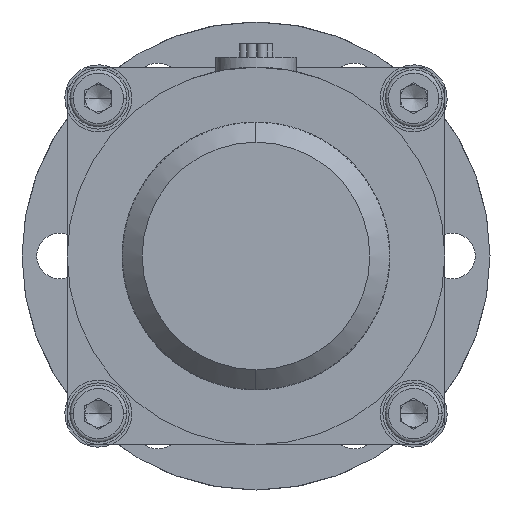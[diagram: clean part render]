
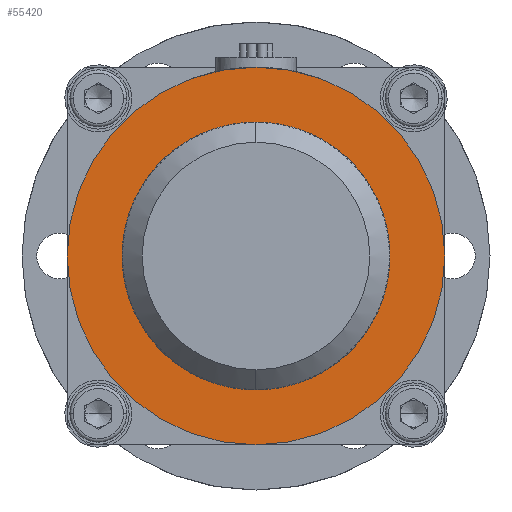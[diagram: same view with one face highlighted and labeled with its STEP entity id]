
A CAD part, front view. The second image highlights one B-rep face of the part: STEP entity #55420.
In plain terms, the highlighted face is planar.
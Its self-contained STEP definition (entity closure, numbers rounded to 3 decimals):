
#988 = EDGE_CURVE ( 'NONE', #68286, #13177, #77513, .T. ) ;
#1048 = CARTESIAN_POINT ( 'NONE',  ( 0., 38., -3.9 ) ) ;
#1411 = CARTESIAN_POINT ( 'NONE',  ( 9.525, 38., 0. ) ) ;
#2388 = DIRECTION ( 'NONE',  ( 0., 0., 1. ) ) ;
#5319 = AXIS2_PLACEMENT_3D ( 'NONE', #51977, #93623, #81395 ) ;
#5850 = ORIENTED_EDGE ( 'NONE', *, *, #988, .F. ) ;
#8116 = ORIENTED_EDGE ( 'NONE', *, *, #46172, .F. ) ;
#8604 = CIRCLE ( 'NONE', #77976, 28.2 ) ;
#9360 = DIRECTION ( 'NONE',  ( 0., 1., 0. ) ) ;
#10606 = FACE_BOUND ( 'NONE', #76154, .T. ) ;
#10748 = EDGE_LOOP ( 'NONE', ( #52204, #49549 ) ) ;
#11565 = FACE_BOUND ( 'NONE', #26316, .T. ) ;
#12536 = CIRCLE ( 'NONE', #35595, 1.025 ) ;
#13177 = VERTEX_POINT ( 'NONE', #73136 ) ;
#15481 = CIRCLE ( 'NONE', #64782, 1.025 ) ;
#16144 = VERTEX_POINT ( 'NONE', #75470 ) ;
#16489 = CARTESIAN_POINT ( 'NONE',  ( 0., 38., 0. ) ) ;
#16495 = EDGE_CURVE ( 'NONE', #68846, #35747, #33160, .T. ) ;
#18203 = ORIENTED_EDGE ( 'NONE', *, *, #27607, .F. ) ;
#24175 = CARTESIAN_POINT ( 'NONE',  ( -9.525, 38., 1.025 ) ) ;
#24330 = CARTESIAN_POINT ( 'NONE',  ( 0., 38., 0. ) ) ;
#25568 = FACE_OUTER_BOUND ( 'NONE', #10748, .T. ) ;
#26316 = EDGE_LOOP ( 'NONE', ( #5850, #56768 ) ) ;
#27607 = EDGE_CURVE ( 'NONE', #16144, #47390, #34580, .T. ) ;
#29057 = DIRECTION ( 'NONE',  ( 0., 0., 1. ) ) ;
#29612 = ORIENTED_EDGE ( 'NONE', *, *, #52353, .F. ) ;
#32308 = CARTESIAN_POINT ( 'NONE',  ( 0., 38., 0. ) ) ;
#32949 = DIRECTION ( 'NONE',  ( 0., 0., 1. ) ) ;
#33160 = CIRCLE ( 'NONE', #79365, 28.2 ) ;
#34213 = PLANE ( 'NONE',  #57487 ) ;
#34580 = CIRCLE ( 'NONE', #5319, 1.025 ) ;
#35595 = AXIS2_PLACEMENT_3D ( 'NONE', #90867, #84554, #32949 ) ;
#35747 = VERTEX_POINT ( 'NONE', #43632 ) ;
#35857 = AXIS2_PLACEMENT_3D ( 'NONE', #64885, #36397, #65838 ) ;
#36397 = DIRECTION ( 'NONE',  ( 0., 1., 0. ) ) ;
#38503 = EDGE_CURVE ( 'NONE', #13177, #68286, #72751, .T. ) ;
#42636 = DIRECTION ( 'NONE',  ( 0., 1., 0. ) ) ;
#43421 = VERTEX_POINT ( 'NONE', #57838 ) ;
#43632 = CARTESIAN_POINT ( 'NONE',  ( 0., 38., 28.2 ) ) ;
#44944 = DIRECTION ( 'NONE',  ( 0., 0., 1. ) ) ;
#46172 = EDGE_CURVE ( 'NONE', #43421, #81273, #15481, .T. ) ;
#47390 = VERTEX_POINT ( 'NONE', #62843 ) ;
#47748 = DIRECTION ( 'NONE',  ( 0., 0., 1. ) ) ;
#49549 = ORIENTED_EDGE ( 'NONE', *, *, #61492, .T. ) ;
#51977 = CARTESIAN_POINT ( 'NONE',  ( 9.525, 38., 0. ) ) ;
#52204 = ORIENTED_EDGE ( 'NONE', *, *, #16495, .T. ) ;
#52353 = EDGE_CURVE ( 'NONE', #81273, #43421, #12536, .T. ) ;
#52700 = DIRECTION ( 'NONE',  ( 0., 1., 0. ) ) ;
#53029 = CIRCLE ( 'NONE', #77698, 1.025 ) ;
#55420 = ADVANCED_FACE ( 'NONE', ( #55925, #10606, #25568, #11565 ), #34213, .T. ) ;
#55925 = FACE_BOUND ( 'NONE', #79414, .T. ) ;
#56768 = ORIENTED_EDGE ( 'NONE', *, *, #38503, .F. ) ;
#57319 = AXIS2_PLACEMENT_3D ( 'NONE', #24330, #9360, #90418 ) ;
#57487 = AXIS2_PLACEMENT_3D ( 'NONE', #32308, #91177, #47748 ) ;
#57838 = CARTESIAN_POINT ( 'NONE',  ( -9.525, 38., -1.025 ) ) ;
#59009 = EDGE_CURVE ( 'NONE', #47390, #16144, #53029, .T. ) ;
#59928 = CARTESIAN_POINT ( 'NONE',  ( 0., 38., 0. ) ) ;
#61492 = EDGE_CURVE ( 'NONE', #35747, #68846, #8604, .T. ) ;
#62843 = CARTESIAN_POINT ( 'NONE',  ( 9.525, 38., 1.025 ) ) ;
#62938 = CARTESIAN_POINT ( 'NONE',  ( -9.525, 38., 0. ) ) ;
#64782 = AXIS2_PLACEMENT_3D ( 'NONE', #62938, #42636, #92362 ) ;
#64885 = CARTESIAN_POINT ( 'NONE',  ( 0., 38., 0. ) ) ;
#65838 = DIRECTION ( 'NONE',  ( 0., 0., 1. ) ) ;
#68286 = VERTEX_POINT ( 'NONE', #1048 ) ;
#68490 = DIRECTION ( 'NONE',  ( 0., 1., 0. ) ) ;
#68846 = VERTEX_POINT ( 'NONE', #75619 ) ;
#71449 = ORIENTED_EDGE ( 'NONE', *, *, #59009, .F. ) ;
#72751 = CIRCLE ( 'NONE', #57319, 3.9 ) ;
#73136 = CARTESIAN_POINT ( 'NONE',  ( 0., 38., 3.9 ) ) ;
#75470 = CARTESIAN_POINT ( 'NONE',  ( 9.525, 38., -1.025 ) ) ;
#75619 = CARTESIAN_POINT ( 'NONE',  ( 0., 38., -28.2 ) ) ;
#76154 = EDGE_LOOP ( 'NONE', ( #29612, #8116 ) ) ;
#77513 = CIRCLE ( 'NONE', #35857, 3.9 ) ;
#77698 = AXIS2_PLACEMENT_3D ( 'NONE', #1411, #68490, #2388 ) ;
#77976 = AXIS2_PLACEMENT_3D ( 'NONE', #59928, #52700, #29057 ) ;
#79365 = AXIS2_PLACEMENT_3D ( 'NONE', #16489, #90298, #44944 ) ;
#79414 = EDGE_LOOP ( 'NONE', ( #71449, #18203 ) ) ;
#81273 = VERTEX_POINT ( 'NONE', #24175 ) ;
#81395 = DIRECTION ( 'NONE',  ( 0., 0., 1. ) ) ;
#84554 = DIRECTION ( 'NONE',  ( 0., 1., 0. ) ) ;
#90298 = DIRECTION ( 'NONE',  ( 0., 1., 0. ) ) ;
#90418 = DIRECTION ( 'NONE',  ( 0., 0., 1. ) ) ;
#90867 = CARTESIAN_POINT ( 'NONE',  ( -9.525, 38., 0. ) ) ;
#91177 = DIRECTION ( 'NONE',  ( 0., 1., 0. ) ) ;
#92362 = DIRECTION ( 'NONE',  ( 0., 0., 1. ) ) ;
#93623 = DIRECTION ( 'NONE',  ( 0., 1., 0. ) ) ;
